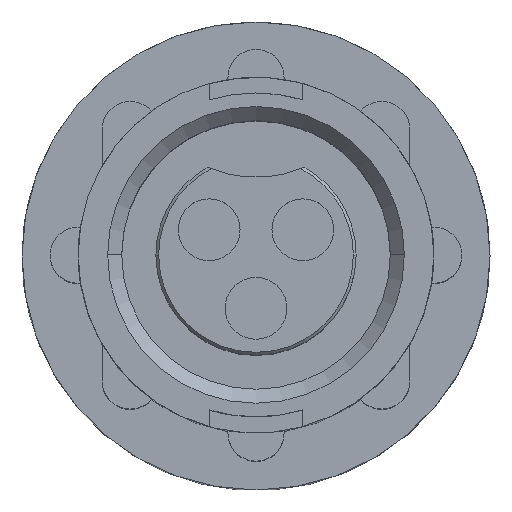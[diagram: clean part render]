
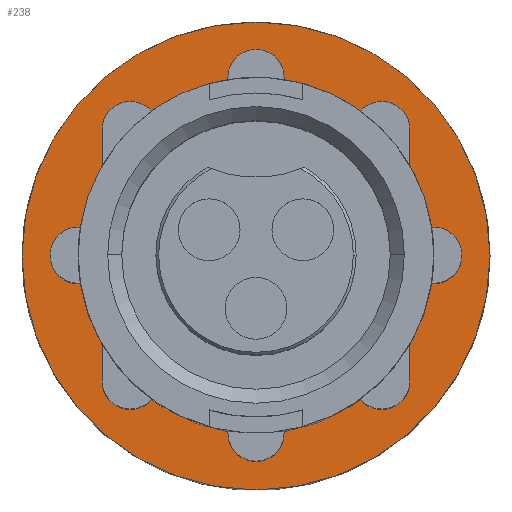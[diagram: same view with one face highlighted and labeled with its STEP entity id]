
A CAD part, top view. The second image highlights one B-rep face of the part: STEP entity #238.
In plain terms, the highlighted planar face has unit normal (0, 0, 1).
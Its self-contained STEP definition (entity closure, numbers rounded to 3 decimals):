
#56 = DIRECTION ( 'NONE',  ( 0., 0., 1. ) ) ;
#138 = VERTEX_POINT ( 'NONE', #4884 ) ;
#216 = DIRECTION ( 'NONE',  ( 1., 0., 0. ) ) ;
#238 = ADVANCED_FACE ( 'NONE', ( #5551, #9485 ), #7072, .T. ) ;
#468 = DIRECTION ( 'NONE',  ( 0., 0., 1. ) ) ;
#959 = ORIENTED_EDGE ( 'NONE', *, *, #1407, .F. ) ;
#1033 = VERTEX_POINT ( 'NONE', #7443 ) ;
#1176 = CARTESIAN_POINT ( 'NONE',  ( 6.35, 0., 6.756 ) ) ;
#1407 = EDGE_CURVE ( 'NONE', #5272, #138, #9475, .T. ) ;
#1704 = AXIS2_PLACEMENT_3D ( 'NONE', #6009, #56, #4126 ) ;
#2886 = ORIENTED_EDGE ( 'NONE', *, *, #5771, .F. ) ;
#3038 = AXIS2_PLACEMENT_3D ( 'NONE', #9542, #5483, #10212 ) ;
#3060 = EDGE_LOOP ( 'NONE', ( #959, #2886 ) ) ;
#3305 = AXIS2_PLACEMENT_3D ( 'NONE', #4767, #9451, #3967 ) ;
#3427 = CIRCLE ( 'NONE', #5996, 6.35 ) ;
#3468 = AXIS2_PLACEMENT_3D ( 'NONE', #6697, #468, #216 ) ;
#3967 = DIRECTION ( 'NONE',  ( 1., 0., 0. ) ) ;
#4065 = EDGE_CURVE ( 'NONE', #6353, #1033, #8593, .T. ) ;
#4126 = DIRECTION ( 'NONE',  ( 1., 0., 0. ) ) ;
#4218 = EDGE_CURVE ( 'NONE', #1033, #6353, #3427, .T. ) ;
#4567 = CARTESIAN_POINT ( 'NONE',  ( 0., 0., 6.756 ) ) ;
#4685 = ORIENTED_EDGE ( 'NONE', *, *, #4065, .T. ) ;
#4767 = CARTESIAN_POINT ( 'NONE',  ( 0., 0., 6.756 ) ) ;
#4884 = CARTESIAN_POINT ( 'NONE',  ( 4.331, 0., 6.756 ) ) ;
#5107 = EDGE_LOOP ( 'NONE', ( #4685, #9720 ) ) ;
#5272 = VERTEX_POINT ( 'NONE', #10302 ) ;
#5483 = DIRECTION ( 'NONE',  ( 0., 0., 1. ) ) ;
#5551 = FACE_OUTER_BOUND ( 'NONE', #5107, .T. ) ;
#5771 = EDGE_CURVE ( 'NONE', #138, #5272, #6634, .T. ) ;
#5996 = AXIS2_PLACEMENT_3D ( 'NONE', #4567, #7401, #9463 ) ;
#6009 = CARTESIAN_POINT ( 'NONE',  ( 0., 0., 6.756 ) ) ;
#6353 = VERTEX_POINT ( 'NONE', #1176 ) ;
#6634 = CIRCLE ( 'NONE', #1704, 4.331 ) ;
#6697 = CARTESIAN_POINT ( 'NONE',  ( 0., 0., 6.756 ) ) ;
#7072 = PLANE ( 'NONE',  #3038 ) ;
#7401 = DIRECTION ( 'NONE',  ( 0., 0., 1. ) ) ;
#7443 = CARTESIAN_POINT ( 'NONE',  ( -6.35, 0., 6.756 ) ) ;
#8593 = CIRCLE ( 'NONE', #3468, 6.35 ) ;
#9451 = DIRECTION ( 'NONE',  ( 0., 0., 1. ) ) ;
#9463 = DIRECTION ( 'NONE',  ( 1., 0., 0. ) ) ;
#9475 = CIRCLE ( 'NONE', #3305, 4.331 ) ;
#9485 = FACE_BOUND ( 'NONE', #3060, .T. ) ;
#9542 = CARTESIAN_POINT ( 'NONE',  ( 0., 4.381, 6.756 ) ) ;
#9720 = ORIENTED_EDGE ( 'NONE', *, *, #4218, .T. ) ;
#10212 = DIRECTION ( 'NONE',  ( 1., 0., 0. ) ) ;
#10302 = CARTESIAN_POINT ( 'NONE',  ( -4.331, 0., 6.756 ) ) ;
